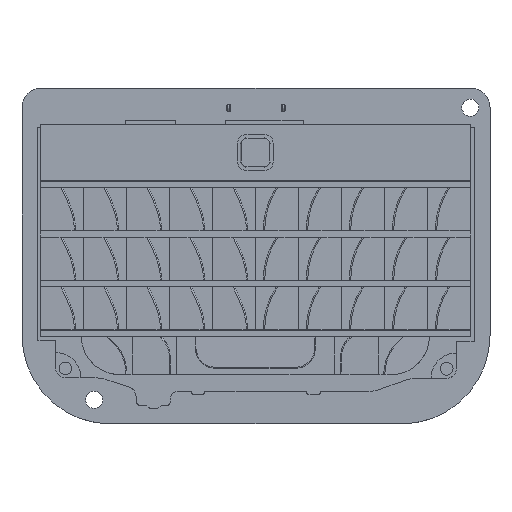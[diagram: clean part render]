
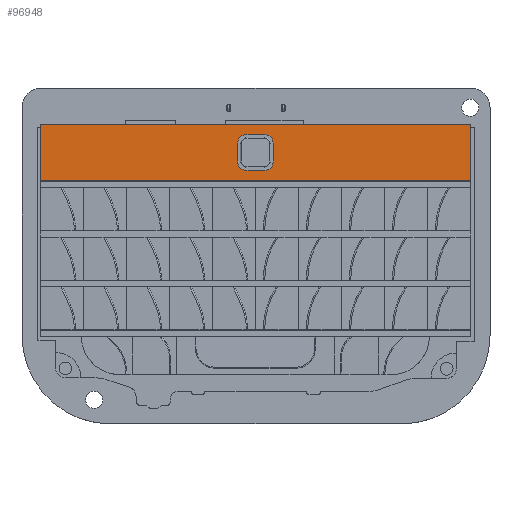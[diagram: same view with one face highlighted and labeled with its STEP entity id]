
A CAD part, top view. The second image highlights one B-rep face of the part: STEP entity #96948.
In plain terms, the highlighted face is planar.
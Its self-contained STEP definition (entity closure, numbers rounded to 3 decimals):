
#2156=FACE_BOUND('',#13509,.T.);
#8458=FACE_OUTER_BOUND('',#13508,.T.);
#13508=EDGE_LOOP('',(#87869,#87870,#87871,#87872));
#13509=EDGE_LOOP('',(#87873,#87874,#87875,#87876,#87877,#87878,#87879,#87880));
#15866=CIRCLE('',#104515,1.);
#15867=CIRCLE('',#104518,1.);
#15868=CIRCLE('',#104522,1.);
#15869=CIRCLE('',#104525,1.);
#26722=LINE('',#165374,#37795);
#26726=LINE('',#165383,#37799);
#26729=LINE('',#165392,#37802);
#26732=LINE('',#165400,#37805);
#26735=LINE('',#165410,#37808);
#26738=LINE('',#165416,#37811);
#26741=LINE('',#165422,#37814);
#26744=LINE('',#165426,#37817);
#37795=VECTOR('',#129838,10.);
#37799=VECTOR('',#129848,10.);
#37802=VECTOR('',#129859,10.);
#37805=VECTOR('',#129868,10.);
#37808=VECTOR('',#129877,10.);
#37811=VECTOR('',#129882,10.);
#37814=VECTOR('',#129887,10.);
#37817=VECTOR('',#129892,10.);
#46808=VERTEX_POINT('',#165371);
#46809=VERTEX_POINT('',#165373);
#46810=VERTEX_POINT('',#165377);
#46811=VERTEX_POINT('',#165381);
#46812=VERTEX_POINT('',#165385);
#46813=VERTEX_POINT('',#165390);
#46814=VERTEX_POINT('',#165394);
#46815=VERTEX_POINT('',#165398);
#46818=VERTEX_POINT('',#165407);
#46819=VERTEX_POINT('',#165409);
#46821=VERTEX_POINT('',#165415);
#46823=VERTEX_POINT('',#165421);
#60522=EDGE_CURVE('',#46809,#46808,#26722,.T.);
#60525=EDGE_CURVE('',#46808,#46810,#15866,.T.);
#60527=EDGE_CURVE('',#46810,#46811,#26726,.T.);
#60529=EDGE_CURVE('',#46811,#46812,#15867,.T.);
#60531=EDGE_CURVE('',#46812,#46813,#26729,.T.);
#60533=EDGE_CURVE('',#46813,#46814,#15868,.T.);
#60535=EDGE_CURVE('',#46814,#46815,#26732,.T.);
#60536=EDGE_CURVE('',#46815,#46809,#15869,.T.);
#60539=EDGE_CURVE('',#46819,#46818,#26735,.T.);
#60542=EDGE_CURVE('',#46821,#46819,#26738,.T.);
#60545=EDGE_CURVE('',#46823,#46821,#26741,.T.);
#60548=EDGE_CURVE('',#46818,#46823,#26744,.T.);
#87869=ORIENTED_EDGE('',*,*,#60548,.T.);
#87870=ORIENTED_EDGE('',*,*,#60545,.T.);
#87871=ORIENTED_EDGE('',*,*,#60542,.T.);
#87872=ORIENTED_EDGE('',*,*,#60539,.T.);
#87873=ORIENTED_EDGE('',*,*,#60531,.T.);
#87874=ORIENTED_EDGE('',*,*,#60533,.T.);
#87875=ORIENTED_EDGE('',*,*,#60535,.T.);
#87876=ORIENTED_EDGE('',*,*,#60536,.T.);
#87877=ORIENTED_EDGE('',*,*,#60522,.T.);
#87878=ORIENTED_EDGE('',*,*,#60525,.T.);
#87879=ORIENTED_EDGE('',*,*,#60527,.T.);
#87880=ORIENTED_EDGE('',*,*,#60529,.T.);
#92091=PLANE('',#104530);
#96948=ADVANCED_FACE('',(#8458,#2156),#92091,.T.);
#104515=AXIS2_PLACEMENT_3D('',#165379,#129843,#129844);
#104518=AXIS2_PLACEMENT_3D('',#165387,#129852,#129853);
#104522=AXIS2_PLACEMENT_3D('',#165396,#129863,#129864);
#104525=AXIS2_PLACEMENT_3D('',#165402,#129871,#129872);
#104530=AXIS2_PLACEMENT_3D('',#165427,#129893,#129894);
#129838=DIRECTION('',(-1.,0.,0.));
#129843=DIRECTION('center_axis',(0.,-1.,0.));
#129844=DIRECTION('ref_axis',(-1.,0.,0.));
#129848=DIRECTION('',(0.,0.,-1.));
#129852=DIRECTION('center_axis',(0.,-1.,0.));
#129853=DIRECTION('ref_axis',(0.,0.,-1.));
#129859=DIRECTION('',(1.,0.,0.));
#129863=DIRECTION('center_axis',(0.,-1.,0.));
#129864=DIRECTION('ref_axis',(1.,0.,0.));
#129868=DIRECTION('',(0.,0.,1.));
#129871=DIRECTION('center_axis',(0.,-1.,0.));
#129872=DIRECTION('ref_axis',(0.,0.,1.));
#129877=DIRECTION('',(1.,0.,0.));
#129882=DIRECTION('',(0.,0.,1.));
#129887=DIRECTION('',(-1.,0.,0.));
#129892=DIRECTION('',(0.,0.,-1.));
#129893=DIRECTION('center_axis',(0.,1.,0.));
#129894=DIRECTION('ref_axis',(0.,0.,1.));
#165371=CARTESIAN_POINT('',(-1.5,0.8,2.5));
#165373=CARTESIAN_POINT('',(1.5,0.8,2.5));
#165374=CARTESIAN_POINT('',(-0.75,0.8,2.5));
#165377=CARTESIAN_POINT('',(-2.5,0.8,1.5));
#165379=CARTESIAN_POINT('Origin',(-1.5,0.8,1.5));
#165381=CARTESIAN_POINT('',(-2.5,0.8,-1.5));
#165383=CARTESIAN_POINT('',(-2.5,0.8,-0.75));
#165385=CARTESIAN_POINT('',(-1.5,0.8,-2.5));
#165387=CARTESIAN_POINT('Origin',(-1.5,0.8,-1.5));
#165390=CARTESIAN_POINT('',(1.5,0.8,-2.5));
#165392=CARTESIAN_POINT('',(0.75,0.8,-2.5));
#165394=CARTESIAN_POINT('',(2.5,0.8,-1.5));
#165396=CARTESIAN_POINT('Origin',(1.5,0.8,-1.5));
#165398=CARTESIAN_POINT('',(2.5,0.8,1.5));
#165400=CARTESIAN_POINT('',(2.5,0.8,0.75));
#165402=CARTESIAN_POINT('Origin',(1.5,0.8,1.5));
#165407=CARTESIAN_POINT('',(34.,0.8,4.5));
#165409=CARTESIAN_POINT('',(-34.,0.8,4.5));
#165410=CARTESIAN_POINT('',(-34.,0.8,4.5));
#165415=CARTESIAN_POINT('',(-34.,0.8,-4.5));
#165416=CARTESIAN_POINT('',(-34.,0.8,-4.5));
#165421=CARTESIAN_POINT('',(34.,0.8,-4.5));
#165422=CARTESIAN_POINT('',(34.,0.8,-4.5));
#165426=CARTESIAN_POINT('',(34.,0.8,4.5));
#165427=CARTESIAN_POINT('Origin',(0.,0.8,0.));
